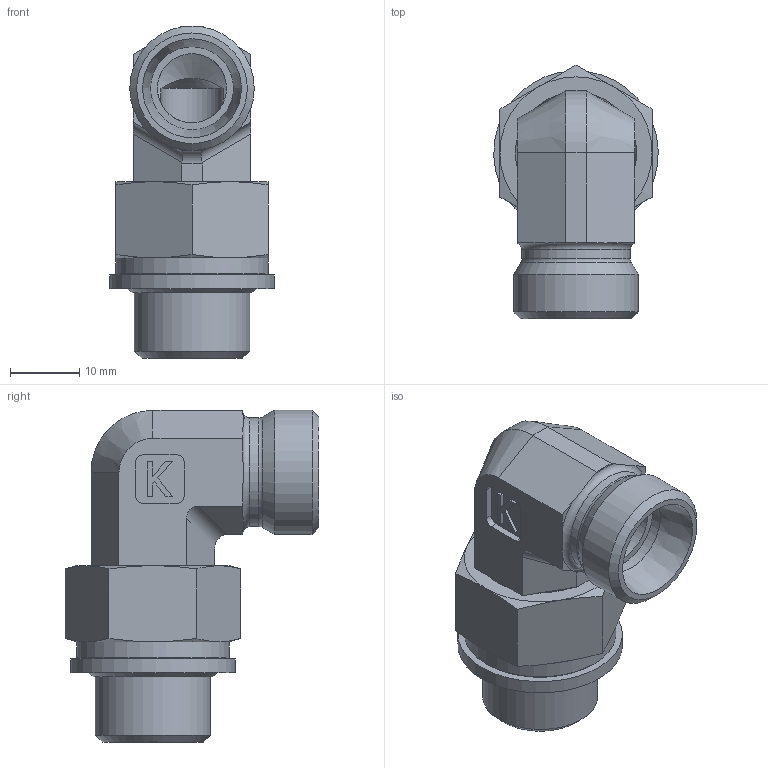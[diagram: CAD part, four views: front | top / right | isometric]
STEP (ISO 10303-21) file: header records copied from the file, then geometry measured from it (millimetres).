
FILE_DESCRIPTION((''),'2;1');
FILE_NAME('6716013818.stp','2015-02-06T14:03:42',(''),('KNOMI spol. s r. o.'),'Autodesk Inventor 2012','Autodesk Inventor 2012','');
FILE_SCHEMA(('AUTOMOTIVE_DESIGN { 1 2 10303 214 0 1 1 1 }'));
Length unit declared in the file: millimetre
Products named in the file (4): ÚPS G3/8"/M18 GM500; 6786123818; 6756038; 7391038
Assembly tree (3 placements, depth 2):
  ÚPS G3/8"/M18 GM500
    6786123818
    6756038
    7391038
Bounding box: 23.78 x 36.7 x 48 mm (x, y, z)
Volume: 13104 mm3; surface area: 8595.6 mm2
Topology: 3 solids, 3 shells, 111 faces, 262 edges, 163 vertices
Faces by surface type: plane 60, cone 27, cylinder 22, torus 2
Full cylindrical faces by diameter (mm): 9 x1, 10 x1, 12 x1, 14.76 x1, 14.95 x1, 15.7 x1, 16.661 x1, 17 x2, 17.28 x2, 18 x1, 22 x1, 23.8 x1
Entity records: 3230 total; most frequent: CARTESIAN_POINT 646, DIRECTION 510, ORIENTED_EDGE 456, EDGE_CURVE 228, AXIS2_PLACEMENT_3D 198, VERTEX_POINT 156, EDGE_LOOP 150, VECTOR 114
